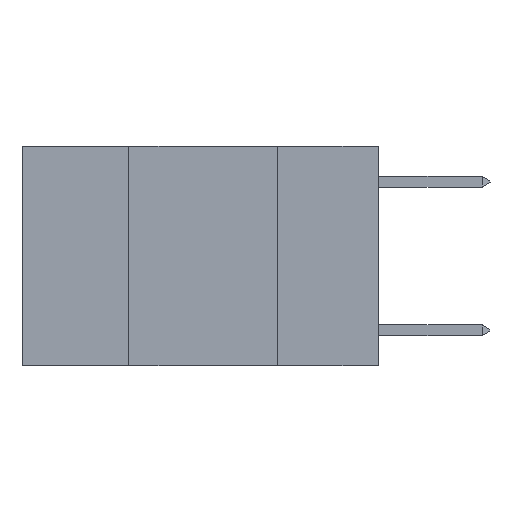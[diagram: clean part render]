
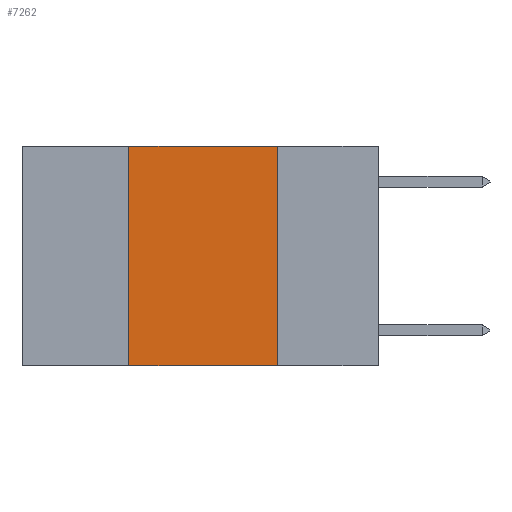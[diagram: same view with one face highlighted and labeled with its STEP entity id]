
A CAD part, left-side view. The second image highlights one B-rep face of the part: STEP entity #7262.
In plain terms, the highlighted planar face has unit normal (-1, 0, 0).
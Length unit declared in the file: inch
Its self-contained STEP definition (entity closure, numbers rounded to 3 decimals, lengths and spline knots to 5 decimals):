
#217 = VERTEX_POINT ( 'NONE', #9031 ) ;
#475 = CARTESIAN_POINT ( 'NONE',  ( 0., 0.17, 0. ) ) ;
#1332 = VECTOR ( 'NONE', #17349, 39.37008 ) ;
#2260 = LINE ( 'NONE', #19049, #6097 ) ;
#2922 = CARTESIAN_POINT ( 'NONE',  ( 0., 0.42, 0. ) ) ;
#3199 = EDGE_CURVE ( 'NONE', #217, #6421, #28314, .T. ) ;
#3907 = LINE ( 'NONE', #18213, #1332 ) ;
#4468 = EDGE_CURVE ( 'NONE', #20521, #6918, #11819, .T. ) ;
#5018 = DIRECTION ( 'NONE',  ( 1., 0., 0. ) ) ;
#6097 = VECTOR ( 'NONE', #11736, 39.37008 ) ;
#6421 = VERTEX_POINT ( 'NONE', #2922 ) ;
#6484 = CARTESIAN_POINT ( 'NONE',  ( 0., 0.17, 0. ) ) ;
#6918 = VERTEX_POINT ( 'NONE', #9417 ) ;
#7014 = CARTESIAN_POINT ( 'NONE',  ( 0., 0.42, 0. ) ) ;
#7189 = FACE_OUTER_BOUND ( 'NONE', #10859, .T. ) ;
#7262 = ADVANCED_FACE ( 'NONE', ( #7189 ), #23667, .F. ) ;
#9031 = CARTESIAN_POINT ( 'NONE',  ( 0., 0.42, -0.37 ) ) ;
#9092 = ORIENTED_EDGE ( 'NONE', *, *, #20747, .F. ) ;
#9220 = CARTESIAN_POINT ( 'NONE',  ( 0., 0.6, 0. ) ) ;
#9417 = CARTESIAN_POINT ( 'NONE',  ( 0., 0.17, -0.37 ) ) ;
#10693 = VECTOR ( 'NONE', #23507, 39.37008 ) ;
#10859 = EDGE_LOOP ( 'NONE', ( #20254, #9092, #16542, #15918 ) ) ;
#10877 = VECTOR ( 'NONE', #21305, 39.37008 ) ;
#11736 = DIRECTION ( 'NONE',  ( 0., -1., 0. ) ) ;
#11819 = LINE ( 'NONE', #475, #10877 ) ;
#15918 = ORIENTED_EDGE ( 'NONE', *, *, #22268, .T. ) ;
#16376 = DIRECTION ( 'NONE',  ( 0., 0., -1. ) ) ;
#16542 = ORIENTED_EDGE ( 'NONE', *, *, #3199, .F. ) ;
#17349 = DIRECTION ( 'NONE',  ( 0., -1., 0. ) ) ;
#18213 = CARTESIAN_POINT ( 'NONE',  ( 0., 0.6, -0.37 ) ) ;
#19049 = CARTESIAN_POINT ( 'NONE',  ( 0., 0.6, 0. ) ) ;
#20254 = ORIENTED_EDGE ( 'NONE', *, *, #4468, .F. ) ;
#20521 = VERTEX_POINT ( 'NONE', #6484 ) ;
#20747 = EDGE_CURVE ( 'NONE', #6421, #20521, #2260, .T. ) ;
#21305 = DIRECTION ( 'NONE',  ( 0., 0., -1. ) ) ;
#22268 = EDGE_CURVE ( 'NONE', #217, #6918, #3907, .T. ) ;
#22649 = AXIS2_PLACEMENT_3D ( 'NONE', #9220, #5018, #16376 ) ;
#23507 = DIRECTION ( 'NONE',  ( 0., 0., 1. ) ) ;
#23667 = PLANE ( 'NONE',  #22649 ) ;
#28314 = LINE ( 'NONE', #7014, #10693 ) ;
